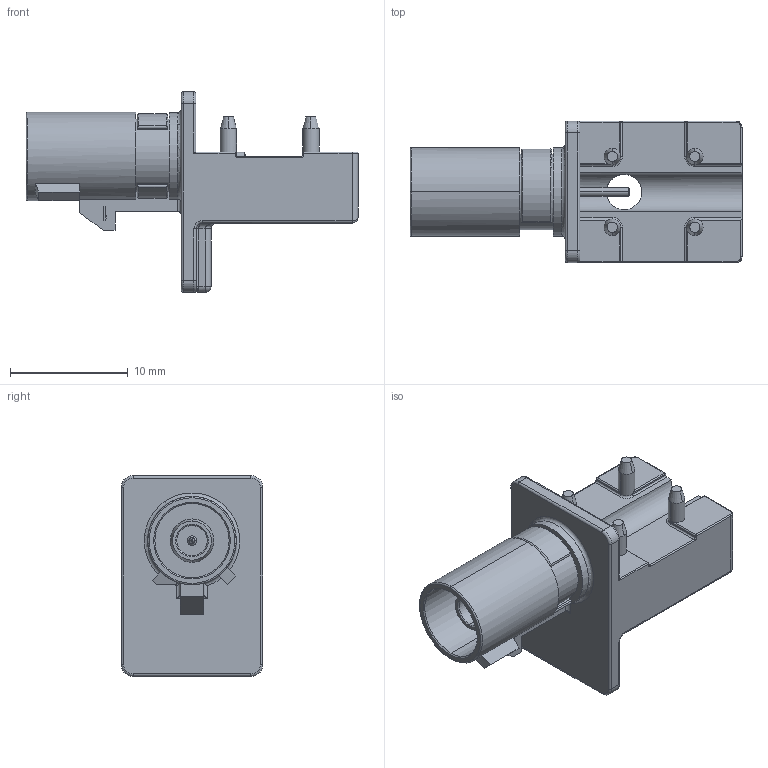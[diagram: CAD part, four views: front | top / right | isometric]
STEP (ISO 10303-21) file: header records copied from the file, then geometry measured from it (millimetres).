
FILE_DESCRIPTION((''),'2;1');
FILE_NAME('2FA1-NXSP-PCB-3_SW0001','2020-05-04T',('Vijayaragavan'),(''),'CREO PARAMETRIC BY PTC INC, 2018360','CREO PARAMETRIC BY PTC INC, 2018360','');
FILE_SCHEMA(('CONFIG_CONTROL_DESIGN'));
Length unit declared in the file: millimetre
Products named in the file (1): 2FA1-NXSP-PCB-3_SW0001
Bounding box: 28.15 x 12 x 17 mm (x, y, z)
Volume: 1554.2 mm3; surface area: 1716.4 mm2
Topology: 1 solids, 1 shells, 245 faces, 589 edges, 357 vertices
Faces by surface type: cylinder 94, plane 84, torus 29, cone 24, bspline 8, sphere 6
Entity records: 7879 total; most frequent: CARTESIAN_POINT 2105, DIRECTION 1241, ORIENTED_EDGE 1178, EDGE_CURVE 589, AXIS2_PLACEMENT_3D 465, VERTEX_POINT 357, VECTOR 311, LINE 311
